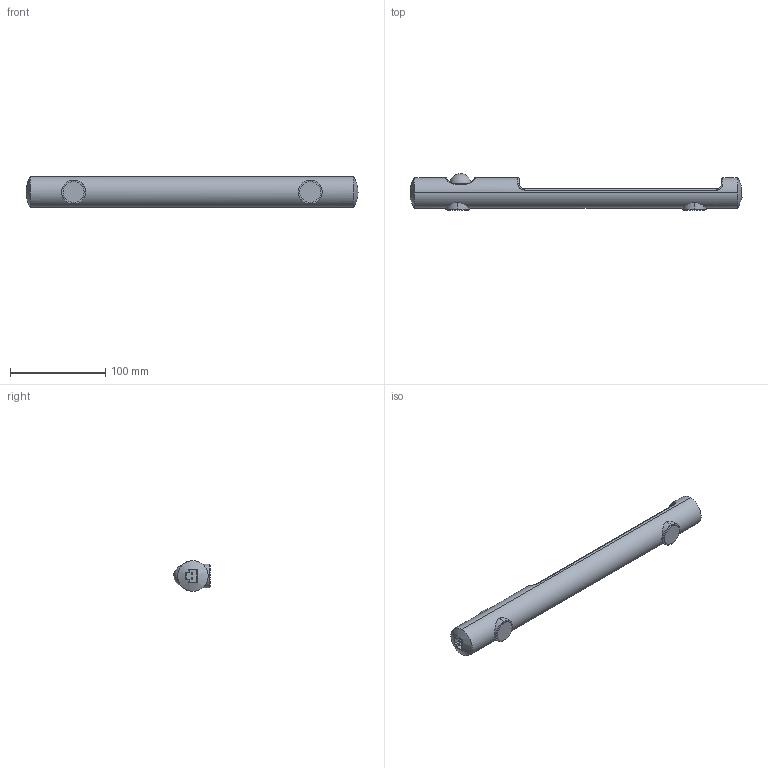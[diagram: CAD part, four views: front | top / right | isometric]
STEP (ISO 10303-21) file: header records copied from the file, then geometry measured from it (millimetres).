
FILE_DESCRIPTION (( 'STEP AP214' ), '1' );
FILE_NAME ('025410-00.STEP', '2014-06-25T16:05:33', ( '' ), ( '' ), 'SwSTEP 2.0', 'SolidWorks 2013', '' );
FILE_SCHEMA (( 'AUTOMOTIVE_DESIGN' ));
Length unit declared in the file: inch
Products named in the file (1): 025410-00
Bounding box: 349.35 x 38.48 x 32 mm (x, y, z)
Volume: 220492.4 mm3; surface area: 37535.4 mm2
Topology: 1 solids, 1 shells, 129 faces, 310 edges, 196 vertices
Faces by surface type: plane 76, cylinder 33, bspline 8, torus 6, cone 4, sphere 2
Entity records: 6274 total; most frequent: CARTESIAN_POINT 2298, ORIENTED_EDGE 612, DIRECTION 576, EDGE_CURVE 306, AXIS2_PLACEMENT_3D 200, VERTEX_POINT 194, LINE 176, VECTOR 176
